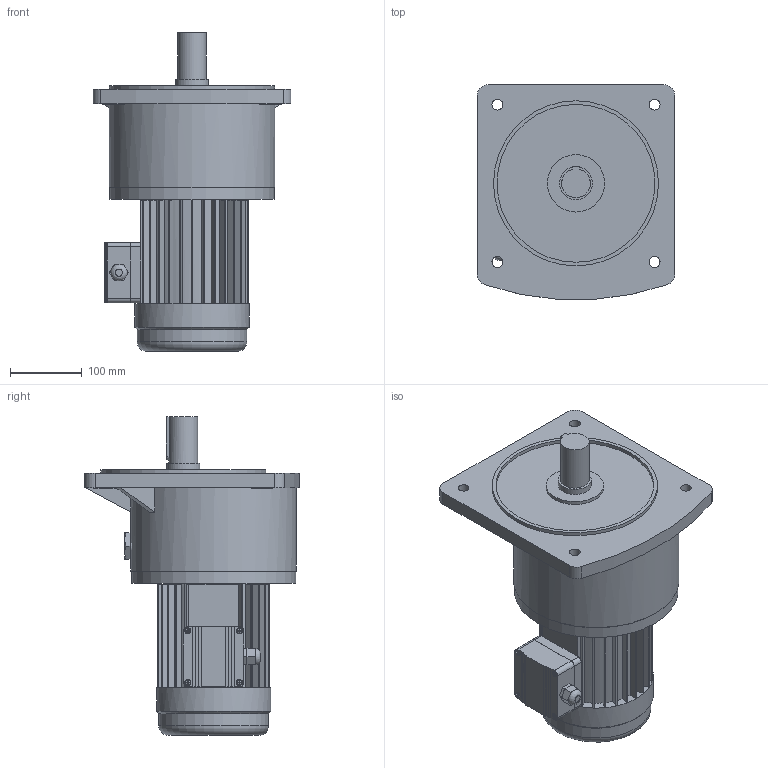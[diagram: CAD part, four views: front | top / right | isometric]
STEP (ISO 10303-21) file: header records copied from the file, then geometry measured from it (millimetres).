
FILE_DESCRIPTION(/* description */ (''),/* implementation_level */ '2;1');
FILE_NAME(/* name */ 'GV立式附三相、单相铝壳（刹车）齿轮减速马达[GV-40-750W-150-S-A法兰-G1-LD-VO].stp',/* time_stamp */ '2022-01-11T09:13:28+08:00',/* author */ ('Administrator'),/* organization */ (''),/* preprocessor_version */ 'ST-DEVELOPER v15.2',/* originating_system */ 'Autodesk Inventor 2014',/* authorisation */ '');
FILE_SCHEMA (('AUTOMOTIVE_DESIGN { 1 0 10303 214 3 1 1 }'));
Length unit declared in the file: millimetre
Products named in the file (1): [GV-40-750W-150-S-A法兰-G1-LD-VO]
Bounding box: 275 x 299.14 x 444 mm (x, y, z)
Volume: 11226911.2 mm3; surface area: 535738.5 mm2
Topology: 3 solids, 3 shells, 540 faces, 1371 edges, 904 vertices
Faces by surface type: plane 474, cylinder 49, cone 7, torus 5, sphere 4, bspline 1
Full cylindrical faces by diameter (mm): 8 x4, 8.5 x4, 15 x4, 24.75 x1, 30 x2, 40 x1, 46.1 x1, 80 x1, 135.15 x1, 153 x1, 159 x1, 220 x1, 228.6 x1, 230 x1, 230.6 x1
Entity records: 15942 total; most frequent: CARTESIAN_POINT 2837, ORIENTED_EDGE 2658, DIRECTION 2620, EDGE_CURVE 1329, LINE 1088, VECTOR 1088, VERTEX_POINT 897, AXIS2_PLACEMENT_3D 766
